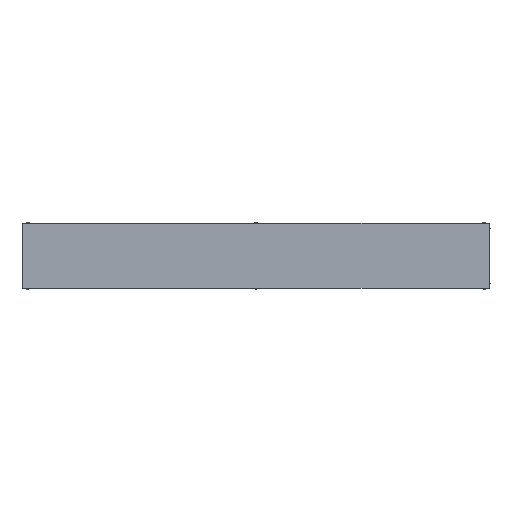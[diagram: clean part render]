
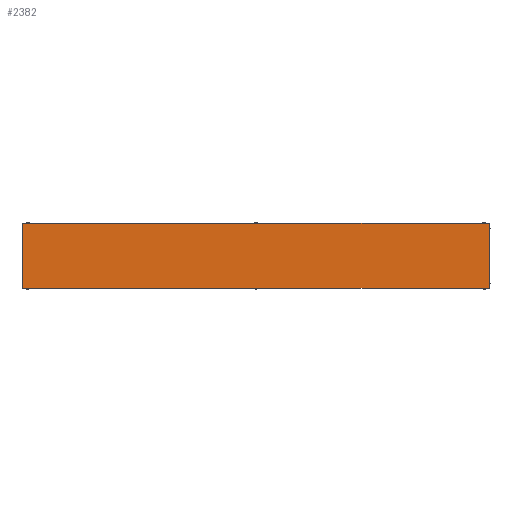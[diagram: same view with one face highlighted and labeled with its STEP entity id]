
A CAD part, top view. The second image highlights one B-rep face of the part: STEP entity #2382.
In plain terms, the highlighted planar face has unit normal (0, 0, 1).
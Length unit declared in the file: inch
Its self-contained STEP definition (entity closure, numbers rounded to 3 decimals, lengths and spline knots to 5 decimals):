
#176=FACE_OUTER_BOUND('',#302,.T.);
#302=EDGE_LOOP('',(#2139,#2140,#2141,#2142));
#603=LINE('',#3824,#911);
#606=LINE('',#3829,#914);
#608=LINE('',#3833,#916);
#610=LINE('',#3836,#918);
#911=VECTOR('',#3150,0.3937);
#914=VECTOR('',#3155,0.3937);
#916=VECTOR('',#3159,0.3937);
#918=VECTOR('',#3163,0.3937);
#1125=VERTEX_POINT('',#3822);
#1126=VERTEX_POINT('',#3823);
#1127=VERTEX_POINT('',#3828);
#1128=VERTEX_POINT('',#3832);
#1459=EDGE_CURVE('',#1125,#1126,#603,.T.);
#1462=EDGE_CURVE('',#1127,#1125,#606,.T.);
#1464=EDGE_CURVE('',#1128,#1127,#608,.T.);
#1466=EDGE_CURVE('',#1126,#1128,#610,.T.);
#2139=ORIENTED_EDGE('',*,*,#1466,.F.);
#2140=ORIENTED_EDGE('',*,*,#1459,.F.);
#2141=ORIENTED_EDGE('',*,*,#1462,.F.);
#2142=ORIENTED_EDGE('',*,*,#1464,.F.);
#2259=PLANE('',#2549);
#2382=ADVANCED_FACE('',(#176),#2259,.T.);
#2549=AXIS2_PLACEMENT_3D('',#3837,#3164,#3165);
#3150=DIRECTION('',(0.,-1.,0.));
#3155=DIRECTION('',(1.,0.,0.));
#3159=DIRECTION('',(0.,1.,0.));
#3163=DIRECTION('',(-1.,0.,0.));
#3164=DIRECTION('center_axis',(0.,0.,1.));
#3165=DIRECTION('ref_axis',(1.,0.,0.));
#3822=CARTESIAN_POINT('',(72.,10.,0.));
#3823=CARTESIAN_POINT('',(72.,-10.,0.));
#3824=CARTESIAN_POINT('',(72.,10.,0.));
#3828=CARTESIAN_POINT('',(-72.,10.,0.));
#3829=CARTESIAN_POINT('',(-72.,10.,0.));
#3832=CARTESIAN_POINT('',(-72.,-10.,0.));
#3833=CARTESIAN_POINT('',(-72.,-10.,0.));
#3836=CARTESIAN_POINT('',(72.,-10.,0.));
#3837=CARTESIAN_POINT('Origin',(0.,0.,0.));
